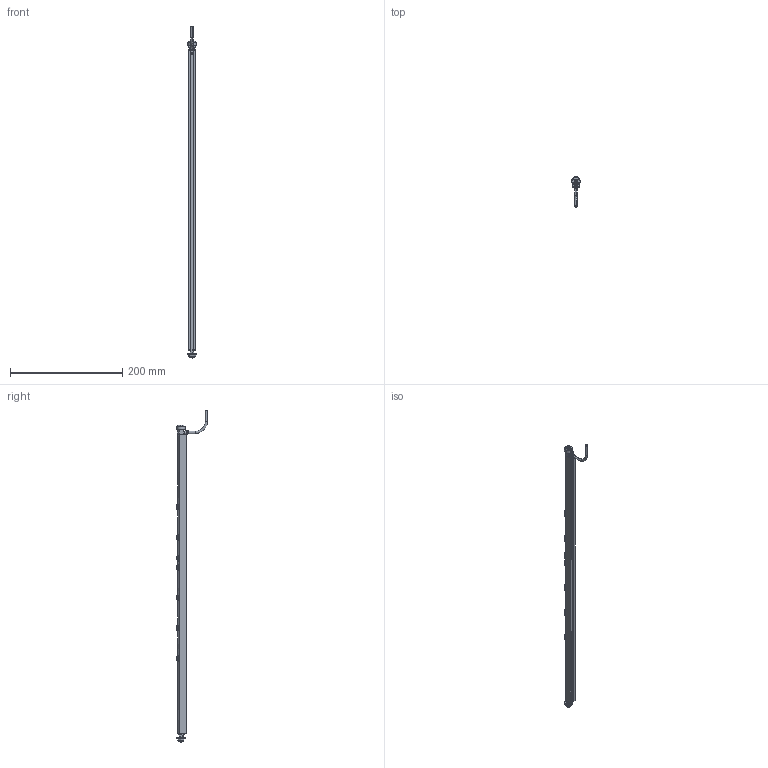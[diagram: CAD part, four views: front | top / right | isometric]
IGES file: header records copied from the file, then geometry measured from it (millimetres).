
Start section:  PTC IGES file: 218457_web.igs
Global section: file name: 218457_web.igs; native system: Creo Parametric by PTC Inc.; preprocessor: 2019292; author: brust; organization: Unknown; date: 20200716.175319; units: millimetre
Bounding box: 15 x 55.35 x 592.7 mm (x, y, z)
Volume: 90513.5 mm3; surface area: 42874.3 mm2
Topology: 1 solids, 1 shells, 1406 faces, 3781 edges, 2327 vertices
Faces by surface type: bspline 969, revolution 425, extrusion 12
